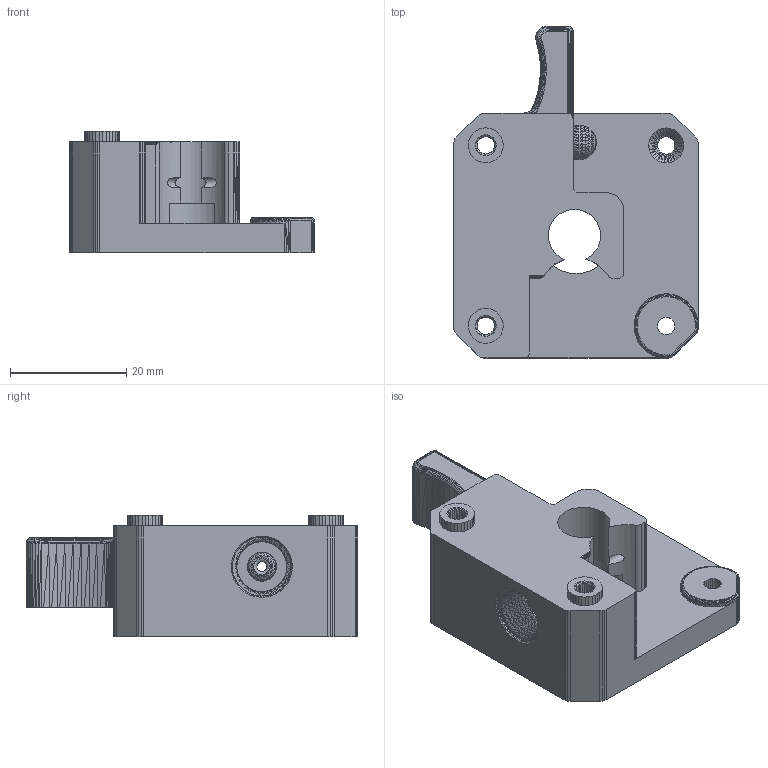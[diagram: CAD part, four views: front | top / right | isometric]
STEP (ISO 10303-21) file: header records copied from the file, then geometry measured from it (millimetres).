
FILE_DESCRIPTION(/* description */ (''),/* implementation_level */ '2;1');
FILE_NAME(/* name */ '8c917e8a-18ca-41d4-8c87-7194a39465ef.stp',/* time_stamp */ '2016-12-16T18:14:23+00:00',/* author */ (''),/* organization */ (''),/* preprocessor_version */ 'ST-DEVELOPER v16.5',/* originating_system */ 'Autodesk Translation Framework v5.2.0.2920',/* authorisation */ '');
FILE_SCHEMA (('AUTOMOTIVE_DESIGN { 1 0 10303 214 3 1 1 }'));
Products named in the file (1): bowden body v3
Bounding box: 42 x 57.01 x 20.8 mm (x, y, z)
Volume: 19095.8 mm3; surface area: 8028.8 mm2
Topology: 1 solids, 1 shells, 3619 faces, 6107 edges, 2493 vertices
Faces by surface type: plane 3599, cylinder 18, torus 2
Full cylindrical faces by diameter (mm): 1.75 x2, 13 x1
Entity records: 76829 total; most frequent: DIRECTION 13385, CARTESIAN_POINT 12290, ORIENTED_EDGE 12198, EDGE_CURVE 6099, LINE 6045, VECTOR 6045, AXIS2_PLACEMENT_3D 3670, EDGE_LOOP 3641
